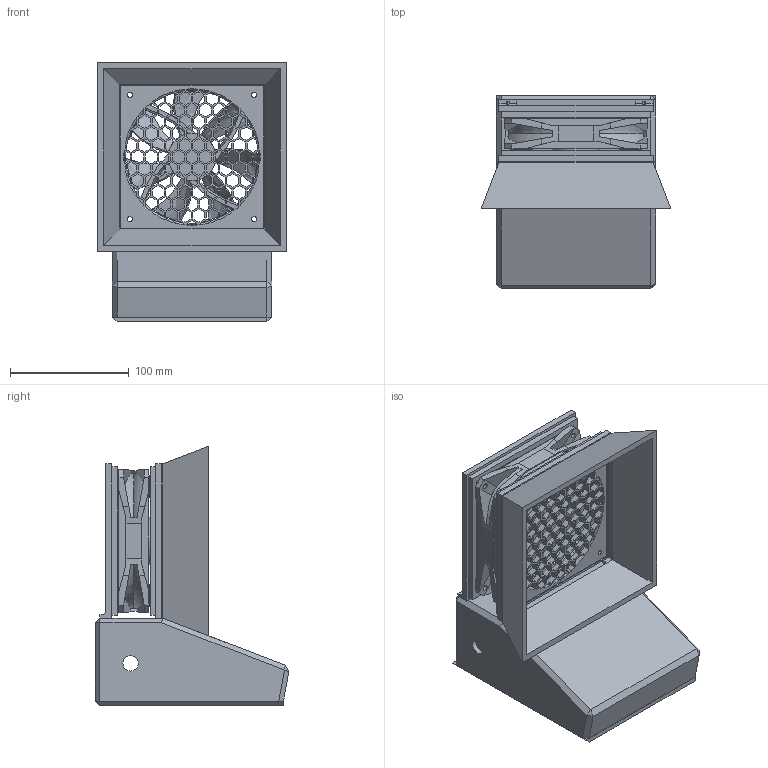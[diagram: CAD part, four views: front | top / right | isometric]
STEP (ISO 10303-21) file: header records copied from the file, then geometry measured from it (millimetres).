
FILE_DESCRIPTION(/* description */ (''),/* implementation_level */ '2;1');
FILE_NAME(/* name */ 'pepuinoFreshAir.step',/* time_stamp */ '2026-01-30T21:01:09-06:00',/* author */ (''),/* organization */ (''),/* preprocessor_version */ 'ST-DEVELOPER v20.1',/* originating_system */ 'Autodesk Translation Framework v14.24.0.0',/* authorisation */ '');
FILE_SCHEMA (('AUTOMOTIVE_DESIGN { 1 0 10303 214 3 1 1 }'));
Products named in the file (1): ZF3-Fan case - BL
Bounding box: 160 x 163.56 x 219 mm (x, y, z)
Volume: 692196.4 mm3; surface area: 373743.2 mm2
Topology: 10 solids, 10 shells, 1831 faces, 5325 edges, 3505 vertices
Faces by surface type: plane 1506, cylinder 207, torus 67, bspline 39, cone 12
Full cylindrical faces by diameter (mm): 3 x16, 4.4 x16, 13 x1, 22 x1, 40 x1
Entity records: 63405 total; most frequent: CARTESIAN_POINT 13818, ORIENTED_EDGE 10654, DIRECTION 9312, EDGE_CURVE 5327, LINE 4516, VECTOR 4516, VERTEX_POINT 3505, AXIS2_PLACEMENT_3D 2398
